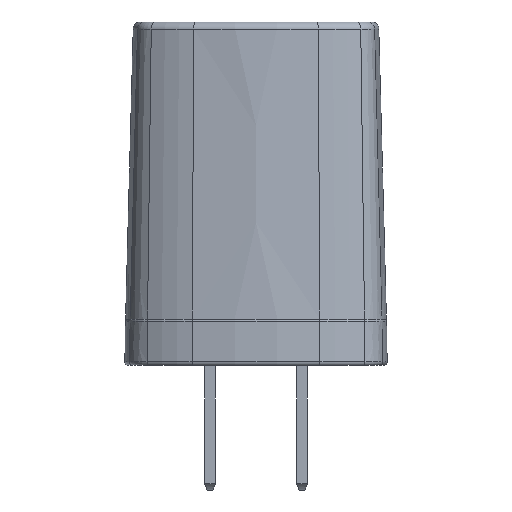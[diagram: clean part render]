
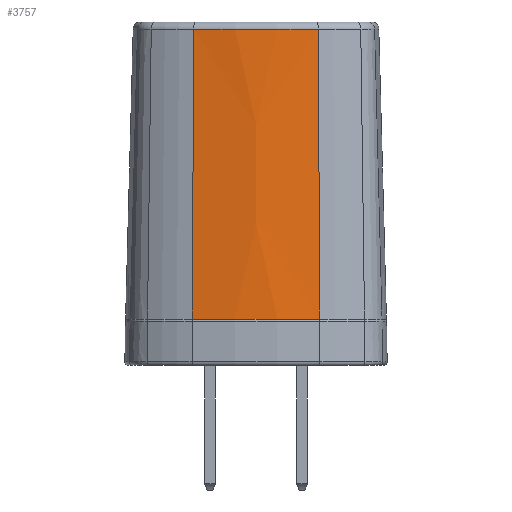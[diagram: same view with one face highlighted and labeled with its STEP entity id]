
A CAD part, front view. The second image highlights one B-rep face of the part: STEP entity #3757.
In plain terms, the highlighted conical face has half-angle 1.5 degrees and reference radius 44.476 mm.
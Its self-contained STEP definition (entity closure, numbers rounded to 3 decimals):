
#1=CARTESIAN_POINT('',(0.,33.75,6.4));
#2=DIRECTION('',(0.,0.,1.));
#3=DIRECTION('',(-0.196,-0.981,0.));
#4=AXIS2_PLACEMENT_3D('',#1,#2,#3);
#131=DIRECTION('',(0.005,-0.026,-1.));
#132=VECTOR('',#131,40.04);
#133=CARTESIAN_POINT('',(8.595,-9.353,46.426));
#134=LINE('',#133,#132);
#135=CARTESIAN_POINT('',(0.,33.75,46.426));
#136=DIRECTION('',(0.,0.,-1.));
#137=DIRECTION('',(0.196,-0.981,0.));
#138=AXIS2_PLACEMENT_3D('',#135,#136,#137);
#310=DIRECTION('',(-0.005,-0.026,-1.));
#311=VECTOR('',#310,40.04);
#312=CARTESIAN_POINT('',(-8.595,-9.353,46.426));
#313=LINE('',#312,#311);
#3027=CARTESIAN_POINT('',(-8.8,-10.381,6.4));
#3028=CARTESIAN_POINT('',(8.8,-10.381,6.4));
#3029=VERTEX_POINT('',#3027);
#3030=VERTEX_POINT('',#3028);
#3079=CARTESIAN_POINT('',(8.595,-9.353,46.426));
#3080=CARTESIAN_POINT('',(-8.595,-9.353,
46.426));
#3081=VERTEX_POINT('',#3079);
#3082=VERTEX_POINT('',#3080);
#3743=CARTESIAN_POINT('',(0.,33.75,26.413));
#3744=DIRECTION('',(0.,0.,-1.));
#3745=DIRECTION('',(-1.,0.,0.));
#3746=AXIS2_PLACEMENT_3D('',#3743,#3744,#3745);
#3747=CONICAL_SURFACE('',#3746,44.476,1.5);
#3749=ORIENTED_EDGE('',*,*,#3748,.F.);
#3751=ORIENTED_EDGE('',*,*,#3750,.T.);
#3752=ORIENTED_EDGE('',*,*,#3686,.F.);
#3754=ORIENTED_EDGE('',*,*,#3753,.F.);
#3755=EDGE_LOOP('',(#3749,#3751,#3752,#3754));
#3756=FACE_OUTER_BOUND('',#3755,.F.);
#3757=ADVANCED_FACE('',(#3756),#3747,.T.);
#5=CIRCLE('',#4,45.);
#139=CIRCLE('',#138,43.952);
#3686=EDGE_CURVE('',#3029,#3030,#5,.T.);
#3748=EDGE_CURVE('',#3081,#3082,#139,.T.);
#3750=EDGE_CURVE('',#3081,#3030,#134,.T.);
#3753=EDGE_CURVE('',#3082,#3029,#313,.T.);
